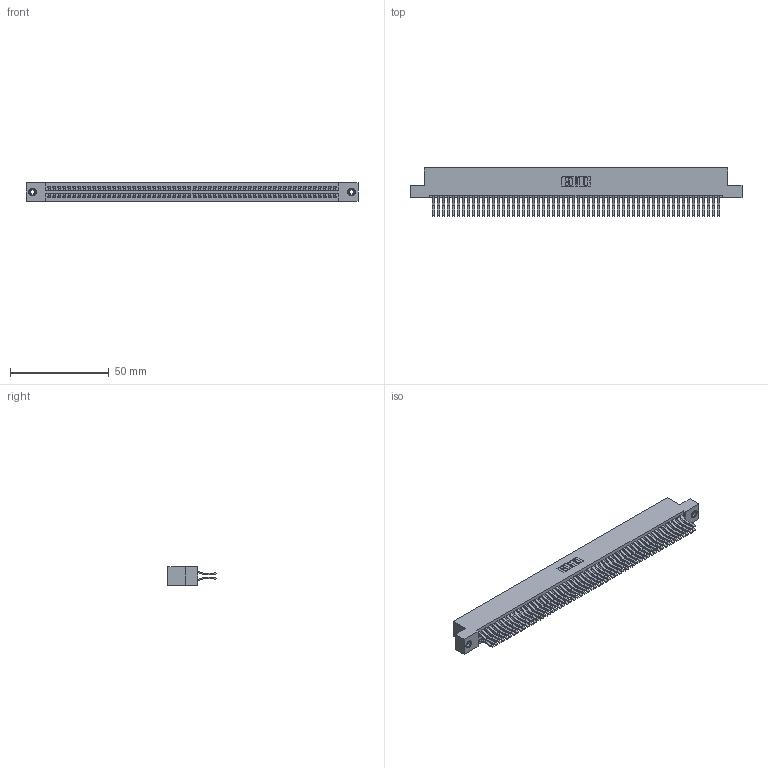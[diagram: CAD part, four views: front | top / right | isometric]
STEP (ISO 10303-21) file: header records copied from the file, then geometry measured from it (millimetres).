
FILE_DESCRIPTION (( 'STEP AP203' ), '1' );
FILE_NAME ('395-116-560-208.STEP', '2018-12-02T03:56:08', ( '' ), ( '' ), 'SwSTEP 2.0', 'SolidWorks 2016', '' );
FILE_SCHEMA (( 'CONFIG_CONTROL_DESIGN' ));
Length unit declared in the file: inch
Products named in the file (4): 345-292-001_560 Tail; 345 Part_Flush Mounting Lugs - 0.156 Dia-TI; 395-116-560-208; 345-250-001_345-250-003-102
Assembly tree (119 placements, depth 2):
  395-116-560-208
    345 Part_Flush Mounting Lugs - 0.156 Dia-TI
    345-292-001_560 Tail  x116
    345-250-001_345-250-003-102  x2
Bounding box: 168.53 x 24.45 x 9.4 mm (x, y, z)
Volume: 17273.4 mm3; surface area: 27811.8 mm2
Topology: 119 solids, 119 shells, 6218 faces, 18457 edges, 12142 vertices
Faces by surface type: plane 3940, cylinder 2262, cone 12, torus 4
Entity records: 44628 total; most frequent: CARTESIAN_POINT 7447, ORIENTED_EDGE 7374, DIRECTION 6577, EDGE_CURVE 3687, VECTOR 3299, LINE 3299, VERTEX_POINT 2452, AXIS2_PLACEMENT_3D 1639
